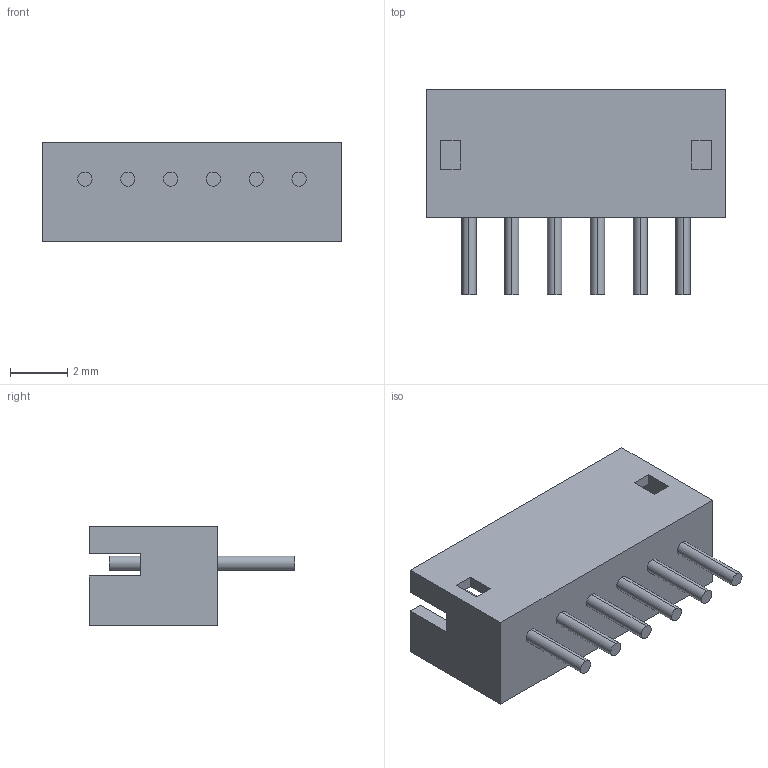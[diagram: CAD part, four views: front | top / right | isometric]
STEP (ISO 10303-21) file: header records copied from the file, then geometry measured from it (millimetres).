
FILE_DESCRIPTION (( 'STEP AP214' ), '1' );
FILE_NAME ('B6B-ZR.STEP', '2010-06-16T04:53:27', ( ' ' ), ( ' ' ), 'SwSTEP 2.0', 'SolidWorks 2005235', '' );
FILE_SCHEMA (( 'AUTOMOTIVE_DESIGN' ));
Length unit declared in the file: millimetre
Products named in the file (1): B6B-ZR
Bounding box: 10.5 x 7.2 x 3.5 mm (x, y, z)
Volume: 86.4 mm3; surface area: 325.7 mm2
Topology: 1 solids, 1 shells, 62 faces, 150 edges, 100 vertices
Faces by surface type: plane 38, cylinder 24
Entity records: 2535 total; most frequent: DIRECTION 324, CARTESIAN_POINT 313, ORIENTED_EDGE 300, EDGE_CURVE 150, AXIS2_PLACEMENT_3D 111, VECTOR 102, LINE 102, VERTEX_POINT 100
